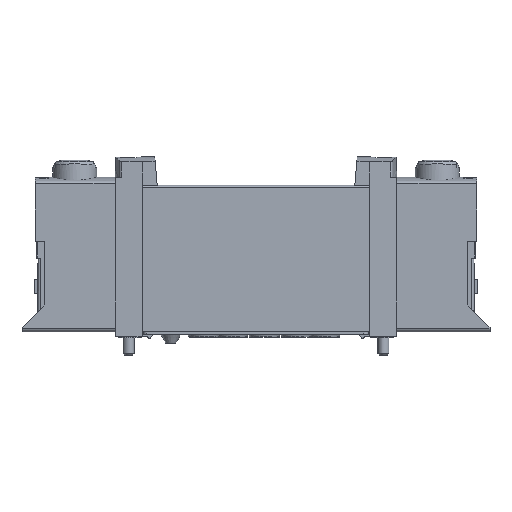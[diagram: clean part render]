
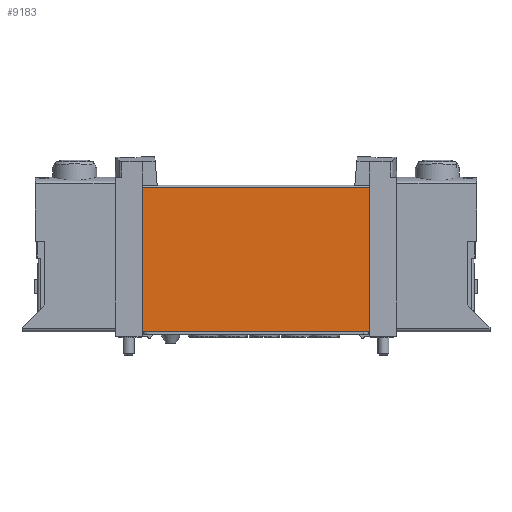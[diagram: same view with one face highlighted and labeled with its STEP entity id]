
A CAD part, top view. The second image highlights one B-rep face of the part: STEP entity #9183.
In plain terms, the highlighted planar face has unit normal (0, 0, 1).
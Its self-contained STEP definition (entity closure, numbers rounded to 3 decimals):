
#157=PLANE('',#9897);
#754=LINE('',#14246,#1646);
#824=LINE('',#14416,#1716);
#827=LINE('',#14424,#1719);
#830=LINE('',#14428,#1722);
#1646=VECTOR('',#11186,1000.);
#1716=VECTOR('',#11326,1000.);
#1719=VECTOR('',#11333,1000.);
#1722=VECTOR('',#11338,1000.);
#2900=ORIENTED_EDGE('',*,*,#5369,.T.);
#2901=ORIENTED_EDGE('',*,*,#5466,.F.);
#2902=ORIENTED_EDGE('',*,*,#5459,.F.);
#2903=ORIENTED_EDGE('',*,*,#5463,.T.);
#5369=EDGE_CURVE('',#6664,#6663,#754,.T.);
#5459=EDGE_CURVE('',#6728,#6729,#824,.T.);
#5463=EDGE_CURVE('',#6728,#6664,#827,.T.);
#5466=EDGE_CURVE('',#6729,#6663,#830,.T.);
#6663=VERTEX_POINT('',#14245);
#6664=VERTEX_POINT('',#14247);
#6728=VERTEX_POINT('',#14415);
#6729=VERTEX_POINT('',#14417);
#7729=EDGE_LOOP('',(#2900,#2901,#2902,#2903));
#8407=FACE_BOUND('',#7729,.T.);
#9183=ADVANCED_FACE('',(#8407),#157,.F.);
#9897=AXIS2_PLACEMENT_3D('',#14427,#11336,#11337);
#11186=DIRECTION('',(0.,-1.,0.));
#11326=DIRECTION('',(0.,-1.,0.));
#11333=DIRECTION('',(-1.,0.,0.));
#11336=DIRECTION('',(0.,0.,-1.));
#11337=DIRECTION('',(-1.,0.,0.));
#11338=DIRECTION('',(-1.,0.,0.));
#14245=CARTESIAN_POINT('',(-21.,0.,5.1));
#14246=CARTESIAN_POINT('',(-21.,26.7,5.1));
#14247=CARTESIAN_POINT('',(-21.,26.7,5.1));
#14415=CARTESIAN_POINT('',(21.,26.7,5.1));
#14416=CARTESIAN_POINT('',(21.,26.7,5.1));
#14417=CARTESIAN_POINT('',(21.,0.,5.1));
#14424=CARTESIAN_POINT('',(21.,26.7,5.1));
#14427=CARTESIAN_POINT('',(21.,26.7,5.1));
#14428=CARTESIAN_POINT('',(21.,0.,5.1));
